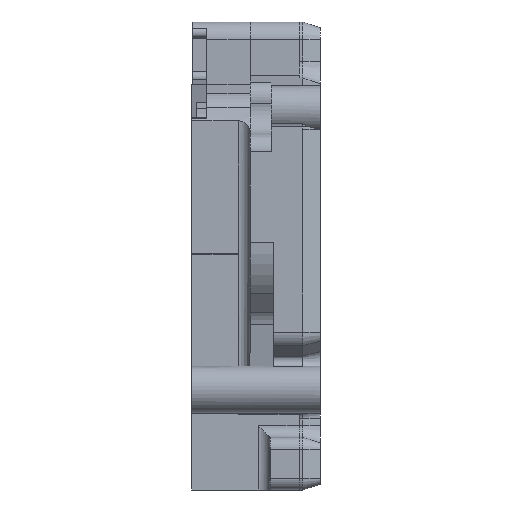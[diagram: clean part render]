
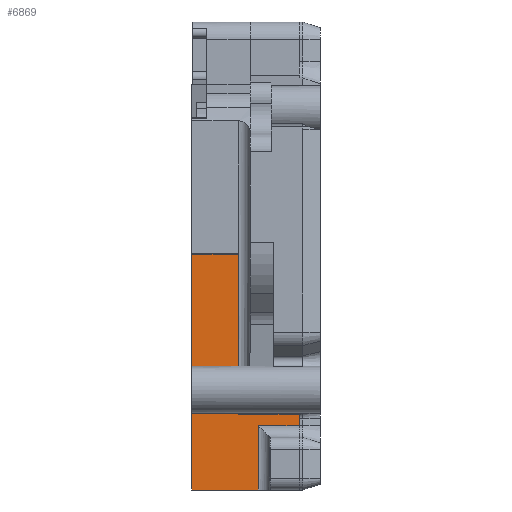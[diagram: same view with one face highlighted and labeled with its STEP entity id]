
A CAD part, left-side view. The second image highlights one B-rep face of the part: STEP entity #6869.
In plain terms, the highlighted planar face has unit normal (-1, 0, 0).
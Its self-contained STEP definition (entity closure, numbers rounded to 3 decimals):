
#880=FACE_OUTER_BOUND('',#1278,.T.);
#1278=EDGE_LOOP('',(#6049,#6050,#6051,#6052,#6053,#6054,#6055,#6056));
#1881=LINE('',#11618,#2550);
#1882=LINE('',#11622,#2551);
#1908=LINE('',#11687,#2577);
#1912=LINE('',#11702,#2581);
#1913=LINE('',#11704,#2582);
#1914=LINE('',#11706,#2583);
#1915=LINE('',#11708,#2584);
#1916=LINE('',#11709,#2585);
#2550=VECTOR('',#9340,10.);
#2551=VECTOR('',#9345,10.);
#2577=VECTOR('',#9405,10.);
#2581=VECTOR('',#9425,10.);
#2582=VECTOR('',#9426,10.);
#2583=VECTOR('',#9427,10.);
#2584=VECTOR('',#9428,10.);
#2585=VECTOR('',#9429,10.);
#3222=VERTEX_POINT('',#11615);
#3223=VERTEX_POINT('',#11617);
#3224=VERTEX_POINT('',#11621);
#3246=VERTEX_POINT('',#11685);
#3249=VERTEX_POINT('',#11701);
#3250=VERTEX_POINT('',#11703);
#3251=VERTEX_POINT('',#11705);
#3252=VERTEX_POINT('',#11707);
#4171=EDGE_CURVE('',#3222,#3223,#1881,.T.);
#4173=EDGE_CURVE('',#3223,#3224,#1882,.T.);
#4206=EDGE_CURVE('',#3222,#3246,#1908,.T.);
#4213=EDGE_CURVE('',#3246,#3249,#1912,.T.);
#4214=EDGE_CURVE('',#3250,#3249,#1913,.T.);
#4215=EDGE_CURVE('',#3250,#3251,#1914,.T.);
#4216=EDGE_CURVE('',#3251,#3252,#1915,.T.);
#4217=EDGE_CURVE('',#3252,#3224,#1916,.T.);
#6049=ORIENTED_EDGE('',*,*,#4171,.F.);
#6050=ORIENTED_EDGE('',*,*,#4206,.T.);
#6051=ORIENTED_EDGE('',*,*,#4213,.T.);
#6052=ORIENTED_EDGE('',*,*,#4214,.F.);
#6053=ORIENTED_EDGE('',*,*,#4215,.T.);
#6054=ORIENTED_EDGE('',*,*,#4216,.T.);
#6055=ORIENTED_EDGE('',*,*,#4217,.T.);
#6056=ORIENTED_EDGE('',*,*,#4173,.F.);
#6515=PLANE('',#7545);
#6869=ADVANCED_FACE('',(#880),#6515,.T.);
#7545=AXIS2_PLACEMENT_3D('',#11700,#9423,#9424);
#9340=DIRECTION('',(0.,1.,0.));
#9345=DIRECTION('',(0.,0.,-1.));
#9405=DIRECTION('',(0.,0.,1.));
#9423=DIRECTION('center_axis',(-1.,0.,0.));
#9424=DIRECTION('ref_axis',(0.,0.,-1.));
#9425=DIRECTION('',(0.,1.,0.));
#9426=DIRECTION('',(0.,0.,-1.));
#9427=DIRECTION('',(0.,1.,0.));
#9428=DIRECTION('',(0.,0.,-1.));
#9429=DIRECTION('',(0.,-1.,0.));
#11615=CARTESIAN_POINT('',(-20.5,-18.4,-29.5));
#11617=CARTESIAN_POINT('',(-20.5,-11.4,-29.5));
#11618=CARTESIAN_POINT('',(-20.5,-9.2,-29.5));
#11621=CARTESIAN_POINT('',(-20.5,-11.4,-40.5));
#11622=CARTESIAN_POINT('',(-20.5,-11.4,-6.708));
#11685=CARTESIAN_POINT('',(-20.5,-18.4,-27.586));
#11687=CARTESIAN_POINT('',(-20.5,-18.4,8.792));
#11700=CARTESIAN_POINT('Origin',(-20.5,0.,
22.583));
#11701=CARTESIAN_POINT('',(-20.5,-8.,-27.586));
#11702=CARTESIAN_POINT('',(-20.5,-9.2,-27.586));
#11703=CARTESIAN_POINT('',(-20.5,-8.,-0.2));
#11704=CARTESIAN_POINT('',(-20.5,-8.,11.292));
#11705=CARTESIAN_POINT('',(-20.5,0.,-0.2));
#11706=CARTESIAN_POINT('',(-20.5,-4.6,-0.2));
#11707=CARTESIAN_POINT('',(-20.5,0.,-40.5));
#11708=CARTESIAN_POINT('',(-20.5,0.,22.583));
#11709=CARTESIAN_POINT('',(-20.5,0.,-40.5));
